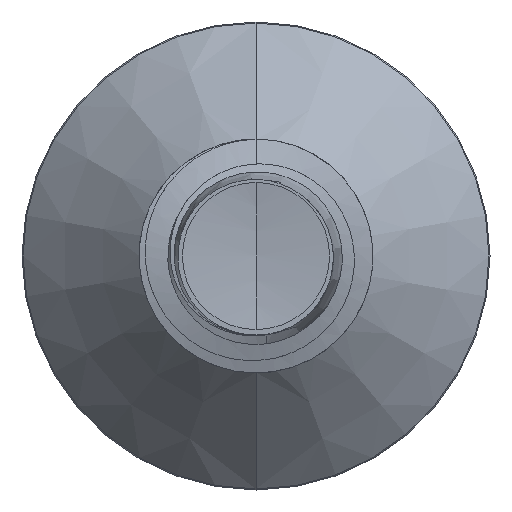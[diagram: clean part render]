
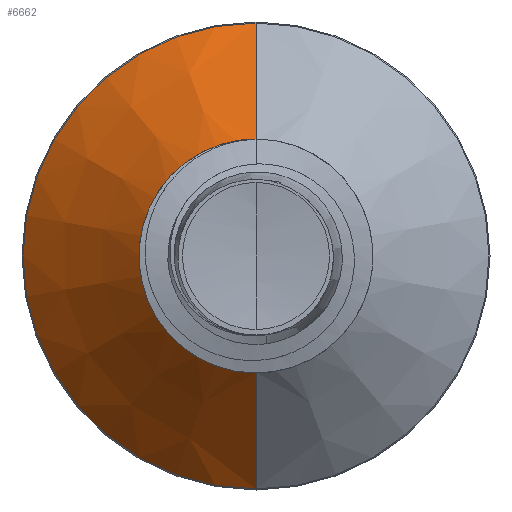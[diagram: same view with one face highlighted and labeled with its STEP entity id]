
A CAD part, front view. The second image highlights one B-rep face of the part: STEP entity #6662.
In plain terms, the highlighted conical face has half-angle 45 degrees and reference radius 0.996 mm.
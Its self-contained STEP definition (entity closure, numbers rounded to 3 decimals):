
#142 = CARTESIAN_POINT ( 'NONE',  ( 0., 3.641, 1.991 ) ) ;
#347 = DIRECTION ( 'NONE',  ( 0., 0., 1. ) ) ;
#367 = DIRECTION ( 'NONE',  ( 0., 1., 0. ) ) ;
#372 = EDGE_CURVE ( 'NONE', #11861, #7787, #846, .T. ) ;
#379 = CARTESIAN_POINT ( 'NONE',  ( 0., 3.641, 0. ) ) ;
#395 = EDGE_CURVE ( 'NONE', #3575, #3261, #12867, .T. ) ;
#401 = DIRECTION ( 'NONE',  ( 0., 0., 1. ) ) ;
#423 = DIRECTION ( 'NONE',  ( 0., 1., 0. ) ) ;
#436 = CARTESIAN_POINT ( 'NONE',  ( 0., 2.646, 0. ) ) ;
#490 = EDGE_LOOP ( 'NONE', ( #11724, #1703, #11700, #1336 ) ) ;
#846 = CIRCLE ( 'NONE', #9399, 0.996 ) ;
#1089 = AXIS2_PLACEMENT_3D ( 'NONE', #379, #367, #347 ) ;
#1336 = ORIENTED_EDGE ( 'NONE', *, *, #395, .F. ) ;
#1703 = ORIENTED_EDGE ( 'NONE', *, *, #372, .T. ) ;
#2651 = AXIS2_PLACEMENT_3D ( 'NONE', #11047, #7946, #4630 ) ;
#3261 = VERTEX_POINT ( 'NONE', #142 ) ;
#3575 = VERTEX_POINT ( 'NONE', #13778 ) ;
#4241 = DIRECTION ( 'NONE',  ( 0., 0.707, 0.707 ) ) ;
#4630 = DIRECTION ( 'NONE',  ( 0., 0., 1. ) ) ;
#5475 = CARTESIAN_POINT ( 'NONE',  ( 0., 2.646, -0.996 ) ) ;
#5524 = CARTESIAN_POINT ( 'NONE',  ( 0., 2.646, -0.996 ) ) ;
#6662 = ADVANCED_FACE ( 'NONE', ( #7224 ), #11943, .T. ) ;
#7224 = FACE_OUTER_BOUND ( 'NONE', #490, .T. ) ;
#7704 = LINE ( 'NONE', #5524, #9402 ) ;
#7787 = VERTEX_POINT ( 'NONE', #14206 ) ;
#7946 = DIRECTION ( 'NONE',  ( 0., 1., 0. ) ) ;
#8456 = EDGE_CURVE ( 'NONE', #7787, #3261, #11617, .T. ) ;
#9107 = EDGE_CURVE ( 'NONE', #11861, #3575, #7704, .T. ) ;
#9246 = VECTOR ( 'NONE', #4241, 1000. ) ;
#9399 = AXIS2_PLACEMENT_3D ( 'NONE', #436, #423, #401 ) ;
#9402 = VECTOR ( 'NONE', #12759, 1000. ) ;
#10738 = CARTESIAN_POINT ( 'NONE',  ( 0., 2.646, 0.996 ) ) ;
#11047 = CARTESIAN_POINT ( 'NONE',  ( 0., 2.646, 0. ) ) ;
#11617 = LINE ( 'NONE', #10738, #9246 ) ;
#11700 = ORIENTED_EDGE ( 'NONE', *, *, #8456, .T. ) ;
#11724 = ORIENTED_EDGE ( 'NONE', *, *, #9107, .F. ) ;
#11861 = VERTEX_POINT ( 'NONE', #5475 ) ;
#11943 = CONICAL_SURFACE ( 'NONE', #2651, 0.996, 0.785 ) ;
#12759 = DIRECTION ( 'NONE',  ( 0., 0.707, -0.707 ) ) ;
#12867 = CIRCLE ( 'NONE', #1089, 1.991 ) ;
#13778 = CARTESIAN_POINT ( 'NONE',  ( 0., 3.641, -1.991 ) ) ;
#14206 = CARTESIAN_POINT ( 'NONE',  ( 0., 2.646, 0.996 ) ) ;
